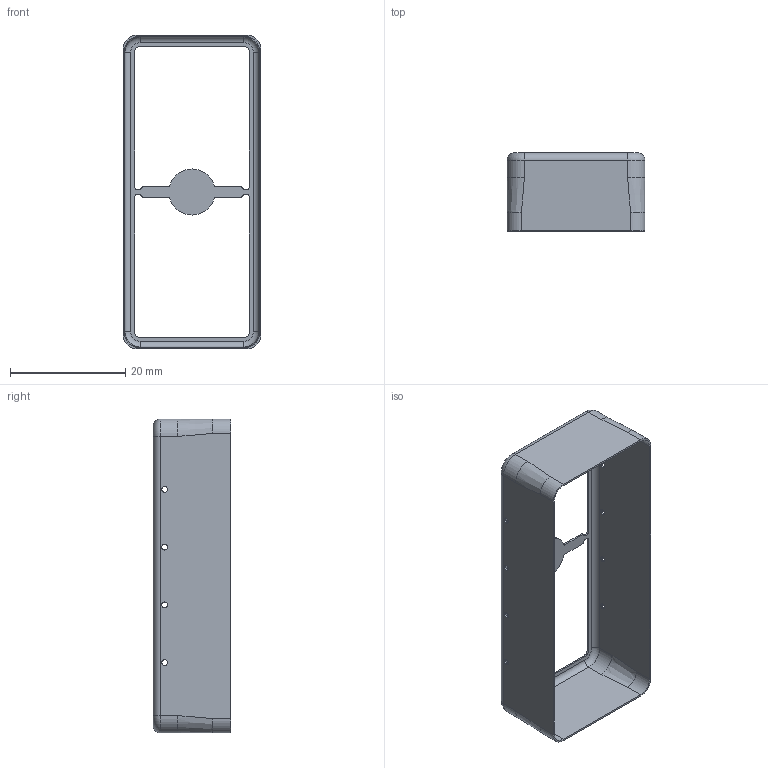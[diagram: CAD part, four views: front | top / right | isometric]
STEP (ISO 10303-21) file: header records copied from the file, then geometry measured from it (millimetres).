
FILE_DESCRIPTION (( 'STEP AP203' ), '1' );
FILE_NAME ('MS544-20F.step', '2020-11-16T13:25:06', ( '' ), ( '' ), 'SwSTEP 2.0', 'SolidWorks 2018', '' );
FILE_SCHEMA (( 'CONFIG_CONTROL_DESIGN' ));
Length unit declared in the file: millimetre
Products named in the file (1): MS544-20F
Bounding box: 23.9 x 13.5 x 54.4 mm (x, y, z)
Volume: 681.8 mm3; surface area: 4653.5 mm2
Topology: 1 solids, 1 shells, 97 faces, 266 edges, 172 vertices
Faces by surface type: cylinder 60, plane 21, torus 8, bspline 8
Entity records: 4153 total; most frequent: CARTESIAN_POINT 1544, DIRECTION 542, ORIENTED_EDGE 532, EDGE_CURVE 266, AXIS2_PLACEMENT_3D 210, VERTEX_POINT 172, VECTOR 122, LINE 122
